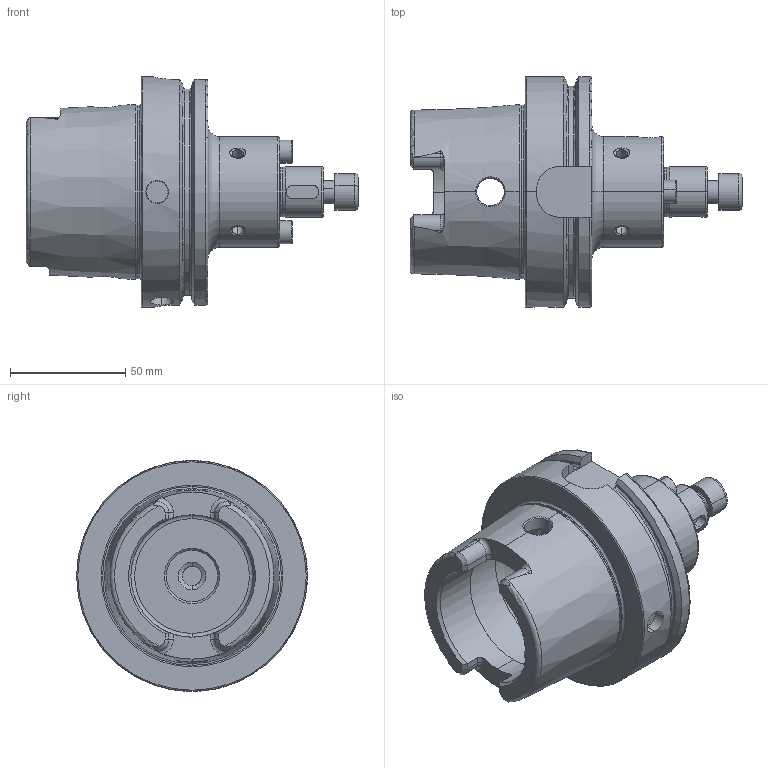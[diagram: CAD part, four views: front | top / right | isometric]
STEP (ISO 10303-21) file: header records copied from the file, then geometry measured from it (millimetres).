
FILE_DESCRIPTION (( 'STEP AP214' ), '1' );
FILE_NAME ('HA0.D22.K01.060.STEP', '2011-10-06T11:16:06', ( 'SwiAdmin' ), ( '' ), 'SwSTEP 2.0', 'SolidWorks 2011', '' );
FILE_SCHEMA (( 'AUTOMOTIVE_DESIGN' ));
Length unit declared in the file: millimetre
Products named in the file (4): D22-ER2.001.017_B; D22-ER1.002.025_A_Default; HA0-D22.K01.060_C_Fertigbearbeitung; HA0.D22.K01.060
Assembly tree (4 placements, depth 2):
  HA0.D22.K01.060
    HA0-D22.K01.060_C_Fertigbearbeitung
    D22-ER2.001.017_B  x2
    D22-ER1.002.025_A_Default
Bounding box: 143.9 x 100 x 100 mm (x, y, z)
Volume: 314460.3 mm3; surface area: 61898.6 mm2
Topology: 4 solids, 4 shells, 369 faces, 885 edges, 522 vertices
Faces by surface type: cylinder 112, cone 96, plane 84, torus 71, bspline 4, sphere 2
Entity records: 12623 total; most frequent: CARTESIAN_POINT 3754, DIRECTION 1578, ORIENTED_EDGE 1520, EDGE_CURVE 760, AXIS2_PLACEMENT_3D 647, VERTEX_POINT 461, EDGE_LOOP 353, ADVANCED_FACE 324
